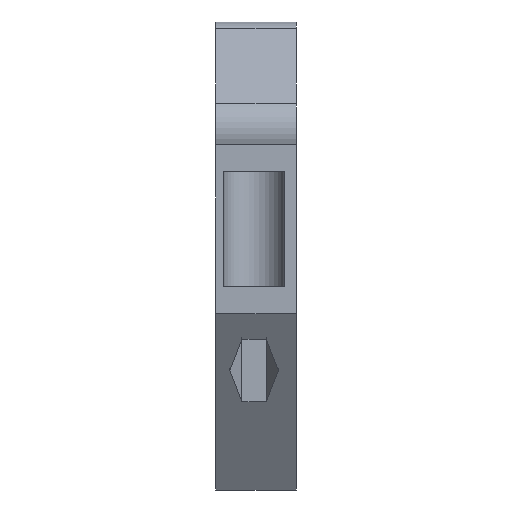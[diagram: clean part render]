
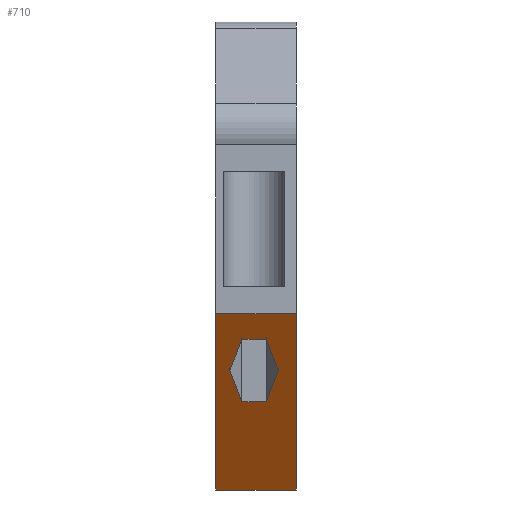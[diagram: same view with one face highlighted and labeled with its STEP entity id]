
A CAD part, left-side view. The second image highlights one B-rep face of the part: STEP entity #710.
In plain terms, the highlighted planar face has unit normal (-0.829, 0, -0.559).
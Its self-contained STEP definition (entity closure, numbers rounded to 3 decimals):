
#178 = VERTEX_POINT('',#179);
#179 = CARTESIAN_POINT('',(-9.5,-20.5,-33.));
#185 = EDGE_CURVE('',#178,#186,#188,.T.);
#186 = VERTEX_POINT('',#187);
#187 = CARTESIAN_POINT('',(-9.5,-10.,-33.));
#188 = LINE('',#189,#190);
#189 = CARTESIAN_POINT('',(-9.5,-20.5,-33.));
#190 = VECTOR('',#191,1.);
#191 = DIRECTION('',(0.,1.,0.));
#710 = ADVANCED_FACE('',(#711,#736),#786,.F.);
#711 = FACE_BOUND('',#712,.T.);
#712 = EDGE_LOOP('',(#713,#723,#729,#730));
#713 = ORIENTED_EDGE('',*,*,#714,.F.);
#714 = EDGE_CURVE('',#715,#717,#719,.T.);
#715 = VERTEX_POINT('',#716);
#716 = CARTESIAN_POINT('',(-25.,-10.,-10.));
#717 = VERTEX_POINT('',#718);
#718 = CARTESIAN_POINT('',(-25.,-20.5,-10.));
#719 = LINE('',#720,#721);
#720 = CARTESIAN_POINT('',(-25.,-10.,-10.));
#721 = VECTOR('',#722,1.);
#722 = DIRECTION('',(-0.,-1.,-0.));
#723 = ORIENTED_EDGE('',*,*,#724,.T.);
#724 = EDGE_CURVE('',#715,#186,#725,.T.);
#725 = LINE('',#726,#727);
#726 = CARTESIAN_POINT('',(-25.,-10.,-10.));
#727 = VECTOR('',#728,1.);
#728 = DIRECTION('',(0.559,0.,-0.829)
  );
#729 = ORIENTED_EDGE('',*,*,#185,.F.);
#730 = ORIENTED_EDGE('',*,*,#731,.F.);
#731 = EDGE_CURVE('',#717,#178,#732,.T.);
#732 = LINE('',#733,#734);
#733 = CARTESIAN_POINT('',(-25.,-20.5,-10.));
#734 = VECTOR('',#735,1.);
#735 = DIRECTION('',(0.559,0.,-0.829)
  );
#736 = FACE_BOUND('',#737,.T.);
#737 = EDGE_LOOP('',(#738,#748,#756,#764,#772,#780));
#738 = ORIENTED_EDGE('',*,*,#739,.F.);
#739 = EDGE_CURVE('',#740,#742,#744,.T.);
#740 = VERTEX_POINT('',#741);
#741 = CARTESIAN_POINT('',(-17.25,-16.588,
    -21.5));
#742 = VERTEX_POINT('',#743);
#743 = CARTESIAN_POINT('',(-20.,-18.175,-17.419));
#744 = LINE('',#745,#746);
#745 = CARTESIAN_POINT('',(-20.974,-18.738,
    -15.974));
#746 = VECTOR('',#747,1.);
#747 = DIRECTION('',(-0.532,-0.307,0.789));
#748 = ORIENTED_EDGE('',*,*,#749,.F.);
#749 = EDGE_CURVE('',#750,#740,#752,.T.);
#750 = VERTEX_POINT('',#751);
#751 = CARTESIAN_POINT('',(-17.25,-13.412,
    -21.5));
#752 = LINE('',#753,#754);
#753 = CARTESIAN_POINT('',(-17.25,-16.956,
    -21.5));
#754 = VECTOR('',#755,1.);
#755 = DIRECTION('',(0.,-1.,0.));
#756 = ORIENTED_EDGE('',*,*,#757,.F.);
#757 = EDGE_CURVE('',#758,#750,#760,.T.);
#758 = VERTEX_POINT('',#759);
#759 = CARTESIAN_POINT('',(-20.,-11.825,-17.419));
#760 = LINE('',#761,#762);
#761 = CARTESIAN_POINT('',(-20.595,-11.481,
    -16.537));
#762 = VECTOR('',#763,1.);
#763 = DIRECTION('',(0.532,-0.307,-0.789));
#764 = ORIENTED_EDGE('',*,*,#765,.F.);
#765 = EDGE_CURVE('',#766,#758,#768,.T.);
#766 = VERTEX_POINT('',#767);
#767 = CARTESIAN_POINT('',(-22.75,-13.412,
    -13.339));
#768 = LINE('',#769,#770);
#769 = CARTESIAN_POINT('',(-22.53,-13.285,
    -13.665));
#770 = VECTOR('',#771,1.);
#771 = DIRECTION('',(0.532,0.307,-0.789));
#772 = ORIENTED_EDGE('',*,*,#773,.F.);
#773 = EDGE_CURVE('',#774,#766,#776,.T.);
#774 = VERTEX_POINT('',#775);
#775 = CARTESIAN_POINT('',(-22.75,-16.588,
    -13.339));
#776 = LINE('',#777,#778);
#777 = CARTESIAN_POINT('',(-22.75,-18.544,
    -13.339));
#778 = VECTOR('',#779,1.);
#779 = DIRECTION('',(0.,1.,0.));
#780 = ORIENTED_EDGE('',*,*,#781,.F.);
#781 = EDGE_CURVE('',#742,#774,#782,.T.);
#782 = LINE('',#783,#784);
#783 = CARTESIAN_POINT('',(-21.113,-17.533,
    -15.768));
#784 = VECTOR('',#785,1.);
#785 = DIRECTION('',(-0.532,0.307,0.789));
#786 = PLANE('',#787);
#787 = AXIS2_PLACEMENT_3D('',#788,#789,#790);
#788 = CARTESIAN_POINT('',(-25.,-20.5,-10.));
#789 = DIRECTION('',(0.829,0.,0.559));
#790 = DIRECTION('',(-0.559,0.,0.829)
  );
